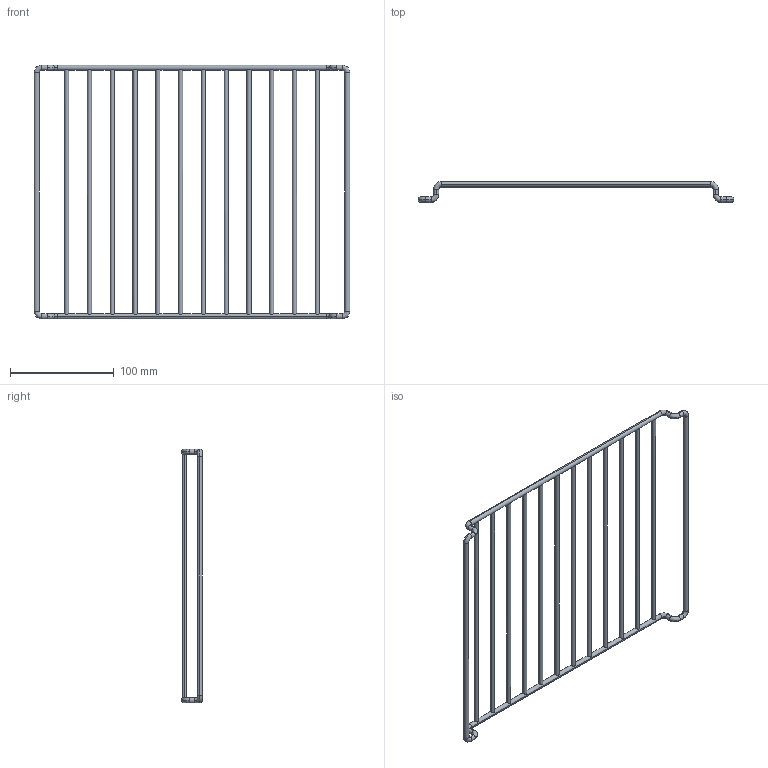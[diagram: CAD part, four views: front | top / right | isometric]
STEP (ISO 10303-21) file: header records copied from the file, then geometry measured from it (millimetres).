
FILE_DESCRIPTION (( 'STEP AP214' ), '1' );
FILE_NAME ('rack_frame.STEP', '2024-07-06T20:10:46', ( '' ), ( '' ), 'SwSTEP 2.0', 'SolidWorks 2023', '' );
FILE_SCHEMA (( 'AUTOMOTIVE_DESIGN' ));
Length unit declared in the file: centimetre
Products named in the file (1): rack_frame
Bounding box: 305 x 20 x 245 mm (x, y, z)
Volume: 57382.3 mm3; surface area: 52746.2 mm2
Topology: 1 solids, 1 shells, 72 faces, 208 edges, 124 vertices
Faces by surface type: cylinder 48, torus 24
Entity records: 3779 total; most frequent: CARTESIAN_POINT 1845, ORIENTED_EDGE 416, DIRECTION 406, EDGE_CURVE 208, AXIS2_PLACEMENT_3D 173, VERTEX_POINT 124, CIRCLE 100, EDGE_LOOP 84
